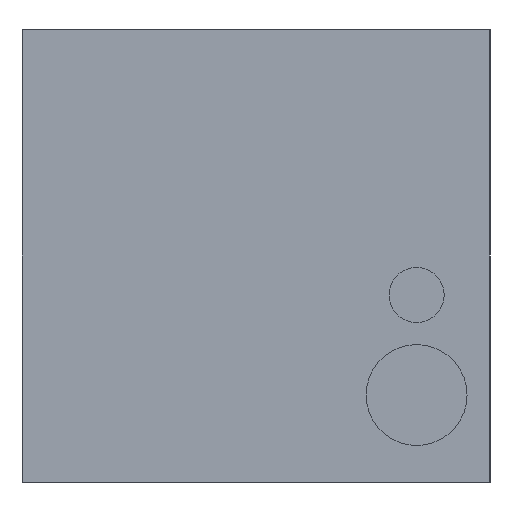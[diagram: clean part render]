
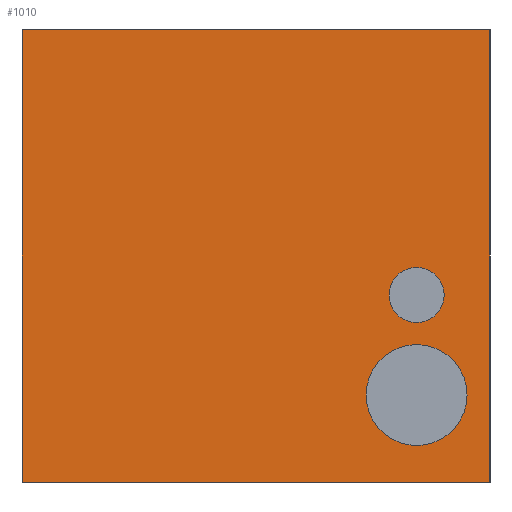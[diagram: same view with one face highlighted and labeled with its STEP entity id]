
A CAD part, left-side view. The second image highlights one B-rep face of the part: STEP entity #1010.
In plain terms, the highlighted planar face has unit normal (-1, 0, 0).
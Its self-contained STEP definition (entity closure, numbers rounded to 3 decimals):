
#13 = CARTESIAN_POINT ( 'NONE',  ( -98., 25.5, 49.3 ) ) ;
#30 = DIRECTION ( 'NONE',  ( 0., 0., -1. ) ) ;
#41 = CARTESIAN_POINT ( 'NONE',  ( -98., 25.5, 0. ) ) ;
#59 = CARTESIAN_POINT ( 'NONE',  ( -98., -17.5, 23.4 ) ) ;
#71 = VERTEX_POINT ( 'NONE', #526 ) ;
#97 = VERTEX_POINT ( 'NONE', #163 ) ;
#109 = CIRCLE ( 'NONE', #1172, 5.5 ) ;
#124 = EDGE_LOOP ( 'NONE', ( #720, #263 ) ) ;
#146 = EDGE_CURVE ( 'NONE', #1049, #496, #1427, .T. ) ;
#152 = CARTESIAN_POINT ( 'NONE',  ( -98., 25.5, 49.3 ) ) ;
#162 = CARTESIAN_POINT ( 'NONE',  ( -98., -25.5, 0. ) ) ;
#163 = CARTESIAN_POINT ( 'NONE',  ( -98., -17.5, 15. ) ) ;
#167 = FACE_OUTER_BOUND ( 'NONE', #674, .T. ) ;
#170 = AXIS2_PLACEMENT_3D ( 'NONE', #311, #189, #1080 ) ;
#178 = DIRECTION ( 'NONE',  ( -1., 0., 0. ) ) ;
#185 = DIRECTION ( 'NONE',  ( 0., -1., 0. ) ) ;
#189 = DIRECTION ( 'NONE',  ( -1., 0., 0. ) ) ;
#192 = VERTEX_POINT ( 'NONE', #312 ) ;
#235 = LINE ( 'NONE', #1237, #1121 ) ;
#263 = ORIENTED_EDGE ( 'NONE', *, *, #934, .F. ) ;
#309 = EDGE_CURVE ( 'NONE', #860, #71, #235, .T. ) ;
#311 = CARTESIAN_POINT ( 'NONE',  ( -98., -17.5, 9.5 ) ) ;
#312 = CARTESIAN_POINT ( 'NONE',  ( -98., -17.5, 4. ) ) ;
#328 = CIRCLE ( 'NONE', #170, 5.5 ) ;
#348 = CIRCLE ( 'NONE', #1467, 3. ) ;
#377 = VECTOR ( 'NONE', #716, 1000. ) ;
#406 = CARTESIAN_POINT ( 'NONE',  ( -98., -17.5, 9.5 ) ) ;
#430 = FACE_BOUND ( 'NONE', #1137, .T. ) ;
#455 = AXIS2_PLACEMENT_3D ( 'NONE', #944, #178, #531 ) ;
#496 = VERTEX_POINT ( 'NONE', #162 ) ;
#509 = AXIS2_PLACEMENT_3D ( 'NONE', #1056, #916, #1314 ) ;
#514 = VECTOR ( 'NONE', #185, 1000. ) ;
#526 = CARTESIAN_POINT ( 'NONE',  ( -98., 25.5, 0. ) ) ;
#531 = DIRECTION ( 'NONE',  ( 0., 0., -1. ) ) ;
#564 = DIRECTION ( 'NONE',  ( 0., 0., -1. ) ) ;
#573 = CARTESIAN_POINT ( 'NONE',  ( -98., -25.5, 49.3 ) ) ;
#588 = EDGE_CURVE ( 'NONE', #192, #97, #328, .T. ) ;
#656 = VERTEX_POINT ( 'NONE', #59 ) ;
#674 = EDGE_LOOP ( 'NONE', ( #1625, #1235, #1639, #879 ) ) ;
#675 = CARTESIAN_POINT ( 'NONE',  ( -98., -17.5, 20.4 ) ) ;
#716 = DIRECTION ( 'NONE',  ( 0., 0., -1. ) ) ;
#720 = ORIENTED_EDGE ( 'NONE', *, *, #1017, .F. ) ;
#732 = DIRECTION ( 'NONE',  ( 0., 0., -1. ) ) ;
#750 = CIRCLE ( 'NONE', #455, 3. ) ;
#768 = CARTESIAN_POINT ( 'NONE',  ( -98., -17.5, 17.4 ) ) ;
#860 = VERTEX_POINT ( 'NONE', #152 ) ;
#879 = ORIENTED_EDGE ( 'NONE', *, *, #309, .T. ) ;
#905 = EDGE_CURVE ( 'NONE', #97, #192, #109, .T. ) ;
#916 = DIRECTION ( 'NONE',  ( 1., 0., 0. ) ) ;
#928 = LINE ( 'NONE', #13, #514 ) ;
#934 = EDGE_CURVE ( 'NONE', #656, #1591, #750, .T. ) ;
#944 = CARTESIAN_POINT ( 'NONE',  ( -98., -17.5, 20.4 ) ) ;
#999 = EDGE_CURVE ( 'NONE', #71, #496, #1582, .T. ) ;
#1005 = VECTOR ( 'NONE', #1303, 1000. ) ;
#1010 = ADVANCED_FACE ( 'NONE', ( #1544, #430, #167 ), #1449, .F. ) ;
#1017 = EDGE_CURVE ( 'NONE', #1591, #656, #348, .T. ) ;
#1048 = DIRECTION ( 'NONE',  ( -1., 0., 0. ) ) ;
#1049 = VERTEX_POINT ( 'NONE', #1239 ) ;
#1056 = CARTESIAN_POINT ( 'NONE',  ( -98., 25.5, 49.3 ) ) ;
#1080 = DIRECTION ( 'NONE',  ( 0., 0., -1. ) ) ;
#1121 = VECTOR ( 'NONE', #732, 1000. ) ;
#1137 = EDGE_LOOP ( 'NONE', ( #1191, #1349 ) ) ;
#1172 = AXIS2_PLACEMENT_3D ( 'NONE', #406, #1048, #564 ) ;
#1191 = ORIENTED_EDGE ( 'NONE', *, *, #588, .F. ) ;
#1235 = ORIENTED_EDGE ( 'NONE', *, *, #146, .F. ) ;
#1237 = CARTESIAN_POINT ( 'NONE',  ( -98., 25.5, 49.3 ) ) ;
#1239 = CARTESIAN_POINT ( 'NONE',  ( -98., -25.5, 49.3 ) ) ;
#1303 = DIRECTION ( 'NONE',  ( 0., -1., 0. ) ) ;
#1314 = DIRECTION ( 'NONE',  ( 0., 0., -1. ) ) ;
#1349 = ORIENTED_EDGE ( 'NONE', *, *, #905, .F. ) ;
#1393 = EDGE_CURVE ( 'NONE', #860, #1049, #928, .T. ) ;
#1424 = DIRECTION ( 'NONE',  ( -1., 0., 0. ) ) ;
#1427 = LINE ( 'NONE', #573, #377 ) ;
#1449 = PLANE ( 'NONE',  #509 ) ;
#1467 = AXIS2_PLACEMENT_3D ( 'NONE', #675, #1424, #30 ) ;
#1544 = FACE_BOUND ( 'NONE', #124, .T. ) ;
#1582 = LINE ( 'NONE', #41, #1005 ) ;
#1591 = VERTEX_POINT ( 'NONE', #768 ) ;
#1625 = ORIENTED_EDGE ( 'NONE', *, *, #999, .T. ) ;
#1639 = ORIENTED_EDGE ( 'NONE', *, *, #1393, .F. ) ;
